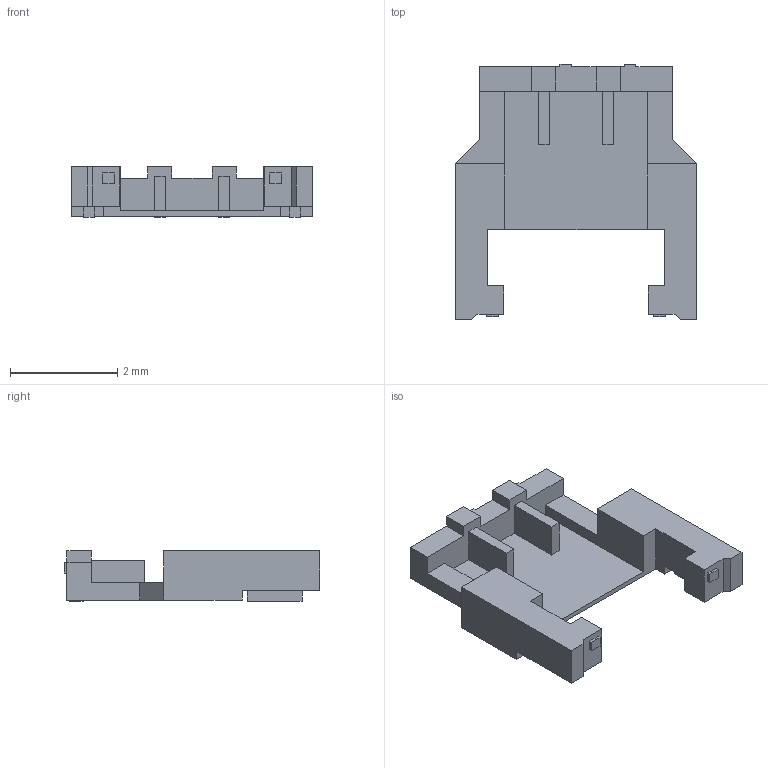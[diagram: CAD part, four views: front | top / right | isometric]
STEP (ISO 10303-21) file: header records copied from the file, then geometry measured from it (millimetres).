
FILE_DESCRIPTION(('Creo Elements/Direct Modeling STEP Export'),'2;1');
FILE_NAME('DF58-2P-1.2V.stp','2016-12-06T11:57:23',(''),(''),'Creo Elements/Direct Modeling STEP processor for AP214 (Solid Model)','Creo Elements/Direct Modeling 18.1E 22-Nov-2013 (C) Parametric Technology GmbH','');
FILE_SCHEMA(('AUTOMOTIVE_DESIGN { 1 0 10303 214 1 1 1 1 }'));
Length unit declared in the file: millimetre
Products named in the file (2): DF58-2P-1_2V
Assembly tree (1 placements, depth 2):
  DF58-2P-1_2V
    DF58-2P-1_2V
Bounding box: 4.5 x 4.77 x 0.95 mm (x, y, z)
Volume: 6.4 mm3; surface area: 54.2 mm2
Topology: 1 solids, 1 shells, 96 faces, 264 edges, 174 vertices
Faces by surface type: plane 96
Entity records: 3025 total; most frequent: CARTESIAN_POINT 536, ORIENTED_EDGE 528, DIRECTION 460, VECTOR 264, LINE 264, EDGE_CURVE 264, VERTEX_POINT 174, EDGE_LOOP 100
